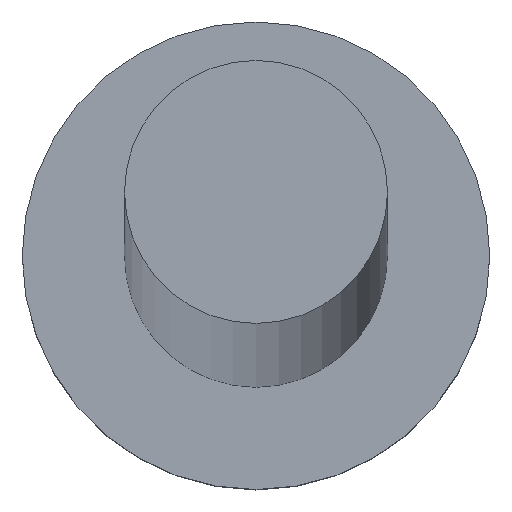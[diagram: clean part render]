
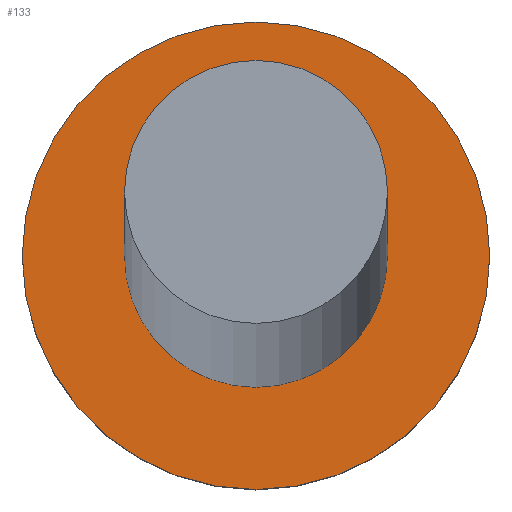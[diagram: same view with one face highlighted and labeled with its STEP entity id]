
A CAD part, top view. The second image highlights one B-rep face of the part: STEP entity #133.
In plain terms, the highlighted planar face has unit normal (0, 0, 1).
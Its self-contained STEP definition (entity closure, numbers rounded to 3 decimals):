
#9 = EDGE_CURVE ( 'NONE', #165, #212, #223, .T. ) ;
#17 = FACE_BOUND ( 'NONE', #84, .T. ) ;
#19 = EDGE_LOOP ( 'NONE', ( #58, #96 ) ) ;
#37 = DIRECTION ( 'NONE',  ( 0., 0., 1. ) ) ;
#38 = CARTESIAN_POINT ( 'NONE',  ( 2.25, 0., 4. ) ) ;
#46 = ORIENTED_EDGE ( 'NONE', *, *, #171, .F. ) ;
#56 = CARTESIAN_POINT ( 'NONE',  ( 0., 0., 4. ) ) ;
#58 = ORIENTED_EDGE ( 'NONE', *, *, #145, .T. ) ;
#59 = CARTESIAN_POINT ( 'NONE',  ( 0., 0., 4. ) ) ;
#69 = DIRECTION ( 'NONE',  ( 0., 0., 1. ) ) ;
#73 = DIRECTION ( 'NONE',  ( 0., 0., 1. ) ) ;
#84 = EDGE_LOOP ( 'NONE', ( #46, #216 ) ) ;
#91 = FACE_OUTER_BOUND ( 'NONE', #19, .T. ) ;
#92 = VERTEX_POINT ( 'NONE', #206 ) ;
#96 = ORIENTED_EDGE ( 'NONE', *, *, #194, .T. ) ;
#98 = VERTEX_POINT ( 'NONE', #105 ) ;
#105 = CARTESIAN_POINT ( 'NONE',  ( -4., 0., 4. ) ) ;
#118 = AXIS2_PLACEMENT_3D ( 'NONE', #183, #69, #146 ) ;
#119 = CIRCLE ( 'NONE', #210, 4. ) ;
#124 = DIRECTION ( 'NONE',  ( 0., 0., 1. ) ) ;
#126 = AXIS2_PLACEMENT_3D ( 'NONE', #56, #124, #230 ) ;
#133 = ADVANCED_FACE ( 'NONE', ( #17, #91 ), #233, .T. ) ;
#141 = AXIS2_PLACEMENT_3D ( 'NONE', #251, #73, #179 ) ;
#143 = CIRCLE ( 'NONE', #141, 4. ) ;
#145 = EDGE_CURVE ( 'NONE', #98, #92, #143, .T. ) ;
#146 = DIRECTION ( 'NONE',  ( 1., 0., 0. ) ) ;
#148 = CARTESIAN_POINT ( 'NONE',  ( -2.25, 0., 4. ) ) ;
#151 = CARTESIAN_POINT ( 'NONE',  ( 0., 0., 4. ) ) ;
#165 = VERTEX_POINT ( 'NONE', #38 ) ;
#171 = EDGE_CURVE ( 'NONE', #212, #165, #181, .T. ) ;
#172 = DIRECTION ( 'NONE',  ( 0., 0., 1. ) ) ;
#179 = DIRECTION ( 'NONE',  ( 1., 0., 0. ) ) ;
#181 = CIRCLE ( 'NONE', #224, 2.25 ) ;
#183 = CARTESIAN_POINT ( 'NONE',  ( 0., 0., 4. ) ) ;
#194 = EDGE_CURVE ( 'NONE', #92, #98, #119, .T. ) ;
#206 = CARTESIAN_POINT ( 'NONE',  ( 4., 0., 4. ) ) ;
#210 = AXIS2_PLACEMENT_3D ( 'NONE', #151, #37, #232 ) ;
#212 = VERTEX_POINT ( 'NONE', #148 ) ;
#216 = ORIENTED_EDGE ( 'NONE', *, *, #9, .F. ) ;
#223 = CIRCLE ( 'NONE', #118, 2.25 ) ;
#224 = AXIS2_PLACEMENT_3D ( 'NONE', #59, #172, #236 ) ;
#230 = DIRECTION ( 'NONE',  ( 1., 0., 0. ) ) ;
#232 = DIRECTION ( 'NONE',  ( 1., 0., 0. ) ) ;
#233 = PLANE ( 'NONE',  #126 ) ;
#236 = DIRECTION ( 'NONE',  ( 1., 0., 0. ) ) ;
#251 = CARTESIAN_POINT ( 'NONE',  ( 0., 0., 4. ) ) ;
